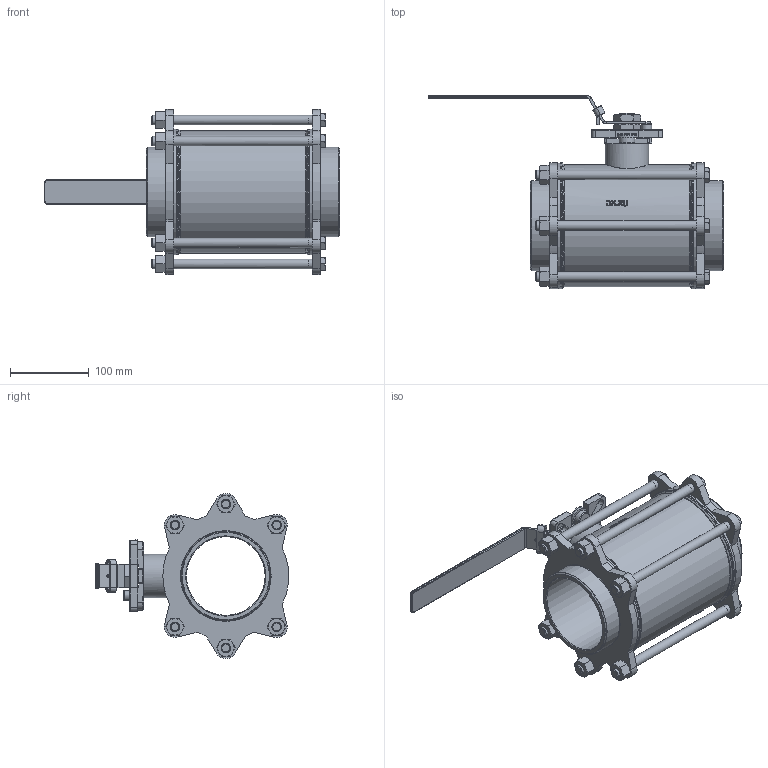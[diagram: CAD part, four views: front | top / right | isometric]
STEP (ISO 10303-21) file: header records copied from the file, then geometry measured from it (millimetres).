
FILE_DESCRIPTION(/* description */ (''),/* implementation_level */ '2;1');
FILE_NAME(/* name */ 'DN100_3D_STEP.stp',/* time_stamp */ '2023-12-15T18:20:06+03:00',/* author */ ('igorr'),/* organization */ (''),/* preprocessor_version */ 'ST-DEVELOPER v19.2',/* originating_system */ 'Autodesk Inventor 2023',/* authorisation */ '');
FILE_SCHEMA (('AUTOMOTIVE_DESIGN { 1 0 10303 214 3 1 1 }'));
Length unit declared in the file: millimetre
Products named in the file (8): Сборка; Деталь1; Деталь6; AS 1252 - M12; AS 1110 - M10 x 16; AS 1420 - 1973 - M8 x 16; ANSI B18.2.4.2M - M8x1,25; BS 3692 - M20
Assembly tree (18 placements, depth 2):
  Сборка
    Деталь1
    Деталь6
    AS 1252 - M12  x6
    AS 1110 - M10 x 16  x6
    AS 1420 - 1973 - M8 x 16
    ANSI B18.2.4.2M - M8x1,25
    BS 3692 - M20  x2
Bounding box: 375.62 x 245.87 x 209.71 mm (x, y, z)
Volume: 2764307.3 mm3; surface area: 378036.3 mm2
Topology: 20 solids, 20 shells, 868 faces, 2078 edges, 1277 vertices
Faces by surface type: plane 418, cone 186, cylinder 185, bspline 51, torus 28
Full cylindrical faces by diameter (mm): 4.05 x1, 5 x1, 6.644 x1, 6.647 x1, 8 x2, 10 x6, 10.106 x6, 12 x18, 13 x1, 16 x6, 17.294 x2, 21.104 x1, 22.849 x1, 23.876 x1, 35 x1, 55 x1, 100 x1, 114.3 x2, 140 x2, 155 x1, 159.347 x2, 159.97 x2
Entity records: 19720 total; most frequent: CARTESIAN_POINT 4602, ORIENTED_EDGE 3044, DIRECTION 2991, EDGE_CURVE 1522, AXIS2_PLACEMENT_3D 1093, VERTEX_POINT 953, LINE 805, VECTOR 805
